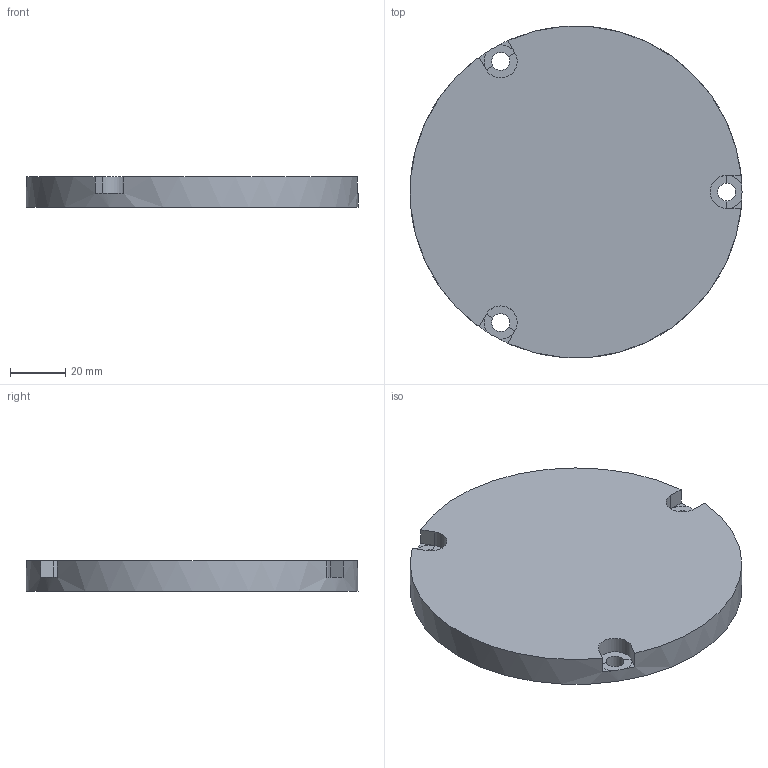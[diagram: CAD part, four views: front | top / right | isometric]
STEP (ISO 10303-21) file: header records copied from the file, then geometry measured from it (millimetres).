
FILE_DESCRIPTION(('FreeCAD Model'),'2;1');
FILE_NAME('Open CASCADE Shape Model','2023-08-09T16:34:08',('Author'),( ''),'Open CASCADE STEP processor 7.6','FreeCAD','Unknown');
FILE_SCHEMA(('AUTOMOTIVE_DESIGN { 1 0 10303 214 1 1 1 1 }'));
Length unit declared in the file: millimetre
Products named in the file (1): PhilippsXL30_Blindlfnage_120
Bounding box: 120 x 120 x 11 mm (x, y, z)
Volume: 119674.2 mm3; surface area: 28209.1 mm2
Topology: 1 solids, 1 shells, 31 faces, 78 edges, 48 vertices
Faces by surface type: plane 22, cylinder 9
Full cylindrical faces by diameter (mm): 6.5 x3, 92 x1, 100 x1, 120 x1
Entity records: 2031 total; most frequent: CARTESIAN_POINT 440, DIRECTION 309, ORIENTED_EDGE 156, PCURVE 156, DEFINITIONAL_REPRESENTATION 156, LINE 132, VECTOR 132, EDGE_CURVE 78
